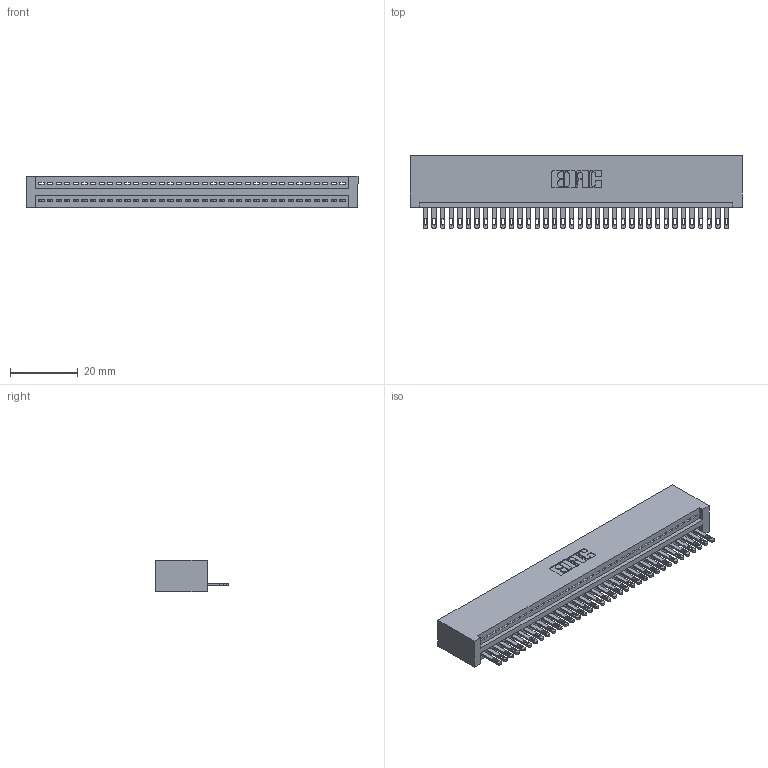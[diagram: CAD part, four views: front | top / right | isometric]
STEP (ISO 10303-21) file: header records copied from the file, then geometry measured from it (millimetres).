
FILE_DESCRIPTION (( 'STEP AP203' ), '1' );
FILE_NAME ('345-036-500-101.STEP', '2019-10-07T21:59:10', ( '' ), ( '' ), 'SwSTEP 2.0', 'SolidWorks 2016', '' );
FILE_SCHEMA (( 'CONFIG_CONTROL_DESIGN' ));
Length unit declared in the file: inch
Products named in the file (3): 345-292-001_345-293-100; 345-036-500-101; 345 Part_No Mounting Lugs
Assembly tree (37 placements, depth 2):
  345-036-500-101
    345 Part_No Mounting Lugs
    345-292-001_345-293-100  x36
Bounding box: 98.04 x 21.51 x 9.4 mm (x, y, z)
Volume: 9869.8 mm3; surface area: 13305.5 mm2
Topology: 37 solids, 37 shells, 2062 faces, 6365 edges, 4242 vertices
Faces by surface type: plane 1300, cylinder 762
Entity records: 27555 total; most frequent: CARTESIAN_POINT 4780, ORIENTED_EDGE 4750, DIRECTION 4179, EDGE_CURVE 2375, VECTOR 2103, LINE 2103, VERTEX_POINT 1582, AXIS2_PLACEMENT_3D 1038
